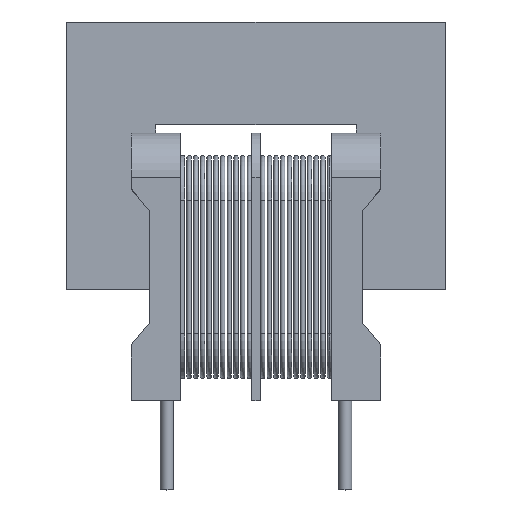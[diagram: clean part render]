
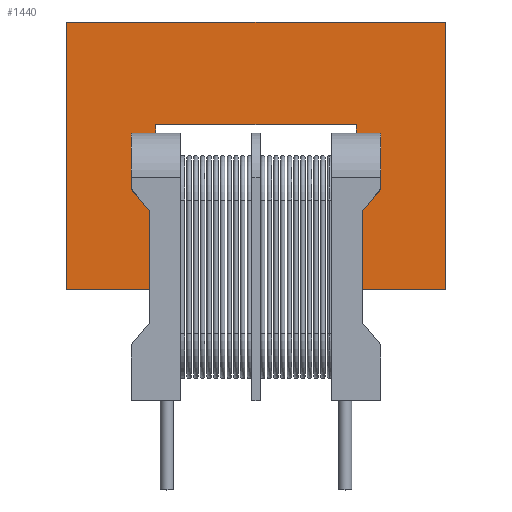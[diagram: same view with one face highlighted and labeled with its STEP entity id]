
A CAD part, top view. The second image highlights one B-rep face of the part: STEP entity #1440.
In plain terms, the highlighted planar face has unit normal (0, 0, 1).
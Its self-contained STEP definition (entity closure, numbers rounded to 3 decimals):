
#185=DIRECTION('',(0.,1.,0.));
#186=VECTOR('',#185,3.5);
#187=CARTESIAN_POINT('',(4.761,-3.5,1.5));
#188=LINE('',#187,#186);
#189=DIRECTION('',(0.643,0.766,0.));
#190=VECTOR('',#189,1.305);
#191=CARTESIAN_POINT('',(4.761,0.,1.5));
#192=LINE('',#191,#190);
#193=DIRECTION('',(0.,1.,0.));
#194=VECTOR('',#193,2.5);
#195=CARTESIAN_POINT('',(5.6,1.,1.5));
#196=LINE('',#195,#194);
#197=DIRECTION('',(-1.,0.,0.));
#198=VECTOR('',#197,1.1);
#199=CARTESIAN_POINT('',(5.6,3.5,1.5));
#200=LINE('',#199,#198);
#201=DIRECTION('',(0.,-1.,0.));
#202=VECTOR('',#201,0.4);
#203=CARTESIAN_POINT('',(4.5,3.9,1.5));
#204=LINE('',#203,#202);
#205=DIRECTION('',(1.,0.,0.));
#206=VECTOR('',#205,9.);
#207=CARTESIAN_POINT('',(-4.5,3.9,1.5));
#208=LINE('',#207,#206);
#209=DIRECTION('',(0.,1.,0.));
#210=VECTOR('',#209,0.4);
#211=CARTESIAN_POINT('',(-4.5,3.5,1.5));
#212=LINE('',#211,#210);
#213=DIRECTION('',(-1.,0.,0.));
#214=VECTOR('',#213,1.1);
#215=CARTESIAN_POINT('',(-4.5,3.5,1.5));
#216=LINE('',#215,#214);
#217=DIRECTION('',(0.,-1.,0.));
#218=VECTOR('',#217,2.5);
#219=CARTESIAN_POINT('',(-5.6,3.5,1.5));
#220=LINE('',#219,#218);
#221=DIRECTION('',(0.643,-0.766,0.));
#222=VECTOR('',#221,1.305);
#223=CARTESIAN_POINT('',(-5.6,1.,1.5));
#224=LINE('',#223,#222);
#225=DIRECTION('',(0.,1.,0.));
#226=VECTOR('',#225,3.5);
#227=CARTESIAN_POINT('',(-4.761,-3.5,1.5));
#228=LINE('',#227,#226);
#229=DIRECTION('',(1.,0.,0.));
#230=VECTOR('',#229,3.739);
#231=CARTESIAN_POINT('',(-8.5,-3.5,1.5));
#232=LINE('',#231,#230);
#233=DIRECTION('',(0.,-1.,0.));
#234=VECTOR('',#233,12.);
#235=CARTESIAN_POINT('',(-8.5,8.5,1.5));
#236=LINE('',#235,#234);
#237=DIRECTION('',(-1.,0.,0.));
#238=VECTOR('',#237,17.);
#239=CARTESIAN_POINT('',(8.5,8.5,1.5));
#240=LINE('',#239,#238);
#241=DIRECTION('',(0.,1.,0.));
#242=VECTOR('',#241,12.);
#243=CARTESIAN_POINT('',(8.5,-3.5,1.5));
#244=LINE('',#243,#242);
#245=DIRECTION('',(1.,0.,0.));
#246=VECTOR('',#245,3.739);
#247=CARTESIAN_POINT('',(4.761,-3.5,1.5));
#248=LINE('',#247,#246);
#845=CARTESIAN_POINT('',(-8.5,8.5,1.5));
#846=CARTESIAN_POINT('',(-8.5,-3.5,1.5));
#847=VERTEX_POINT('',#845);
#848=VERTEX_POINT('',#846);
#849=CARTESIAN_POINT('',(8.5,-3.5,1.5));
#850=CARTESIAN_POINT('',(8.5,8.5,1.5));
#851=VERTEX_POINT('',#849);
#852=VERTEX_POINT('',#850);
#921=CARTESIAN_POINT('',(4.761,-3.5,1.5));
#922=CARTESIAN_POINT('',(4.761,0.,1.5));
#923=VERTEX_POINT('',#921);
#924=VERTEX_POINT('',#922);
#925=CARTESIAN_POINT('',(5.6,1.,1.5));
#926=VERTEX_POINT('',#925);
#927=CARTESIAN_POINT('',(5.6,3.5,1.5));
#928=VERTEX_POINT('',#927);
#929=CARTESIAN_POINT('',(4.5,3.5,1.5));
#930=VERTEX_POINT('',#929);
#931=CARTESIAN_POINT('',(-4.5,3.5,1.5));
#932=CARTESIAN_POINT('',(-5.6,3.5,1.5));
#933=VERTEX_POINT('',#931);
#934=VERTEX_POINT('',#932);
#935=CARTESIAN_POINT('',(-5.6,1.,1.5));
#936=VERTEX_POINT('',#935);
#937=CARTESIAN_POINT('',(-4.761,0.,1.5));
#938=VERTEX_POINT('',#937);
#939=CARTESIAN_POINT('',(-4.761,-3.5,1.5));
#940=VERTEX_POINT('',#939);
#945=CARTESIAN_POINT('',(-4.5,3.9,1.5));
#946=CARTESIAN_POINT('',(4.5,3.9,1.5));
#947=VERTEX_POINT('',#945);
#948=VERTEX_POINT('',#946);
#1403=CARTESIAN_POINT('',(0.,0.,1.5));
#1404=DIRECTION('',(0.,0.,1.));
#1405=DIRECTION('',(1.,0.,0.));
#1406=AXIS2_PLACEMENT_3D('',#1403,#1404,#1405);
#1407=PLANE('',#1406);
#1409=ORIENTED_EDGE('',*,*,#1408,.T.);
#1411=ORIENTED_EDGE('',*,*,#1410,.T.);
#1412=ORIENTED_EDGE('',*,*,#1378,.T.);
#1413=ORIENTED_EDGE('',*,*,#1350,.T.);
#1415=ORIENTED_EDGE('',*,*,#1414,.F.);
#1417=ORIENTED_EDGE('',*,*,#1416,.F.);
#1419=ORIENTED_EDGE('',*,*,#1418,.F.);
#1421=ORIENTED_EDGE('',*,*,#1420,.T.);
#1423=ORIENTED_EDGE('',*,*,#1422,.T.);
#1425=ORIENTED_EDGE('',*,*,#1424,.T.);
#1427=ORIENTED_EDGE('',*,*,#1426,.F.);
#1429=ORIENTED_EDGE('',*,*,#1428,.F.);
#1431=ORIENTED_EDGE('',*,*,#1430,.F.);
#1433=ORIENTED_EDGE('',*,*,#1432,.F.);
#1435=ORIENTED_EDGE('',*,*,#1434,.F.);
#1437=ORIENTED_EDGE('',*,*,#1436,.F.);
#1438=EDGE_LOOP('',(#1409,#1411,#1412,#1413,#1415,#1417,#1419,#1421,#1423,#1425,
#1427,#1429,#1431,#1433,#1435,#1437));
#1439=FACE_OUTER_BOUND('',#1438,.F.);
#1350=EDGE_CURVE('',#928,#930,#200,.T.);
#1378=EDGE_CURVE('',#926,#928,#196,.T.);
#1408=EDGE_CURVE('',#923,#924,#188,.T.);
#1410=EDGE_CURVE('',#924,#926,#192,.T.);
#1414=EDGE_CURVE('',#948,#930,#204,.T.);
#1416=EDGE_CURVE('',#947,#948,#208,.T.);
#1418=EDGE_CURVE('',#933,#947,#212,.T.);
#1420=EDGE_CURVE('',#933,#934,#216,.T.);
#1422=EDGE_CURVE('',#934,#936,#220,.T.);
#1424=EDGE_CURVE('',#936,#938,#224,.T.);
#1426=EDGE_CURVE('',#940,#938,#228,.T.);
#1428=EDGE_CURVE('',#848,#940,#232,.T.);
#1430=EDGE_CURVE('',#847,#848,#236,.T.);
#1432=EDGE_CURVE('',#852,#847,#240,.T.);
#1434=EDGE_CURVE('',#851,#852,#244,.T.);
#1436=EDGE_CURVE('',#923,#851,#248,.T.);
#1440=ADVANCED_FACE('',(#1439),#1407,.T.);
